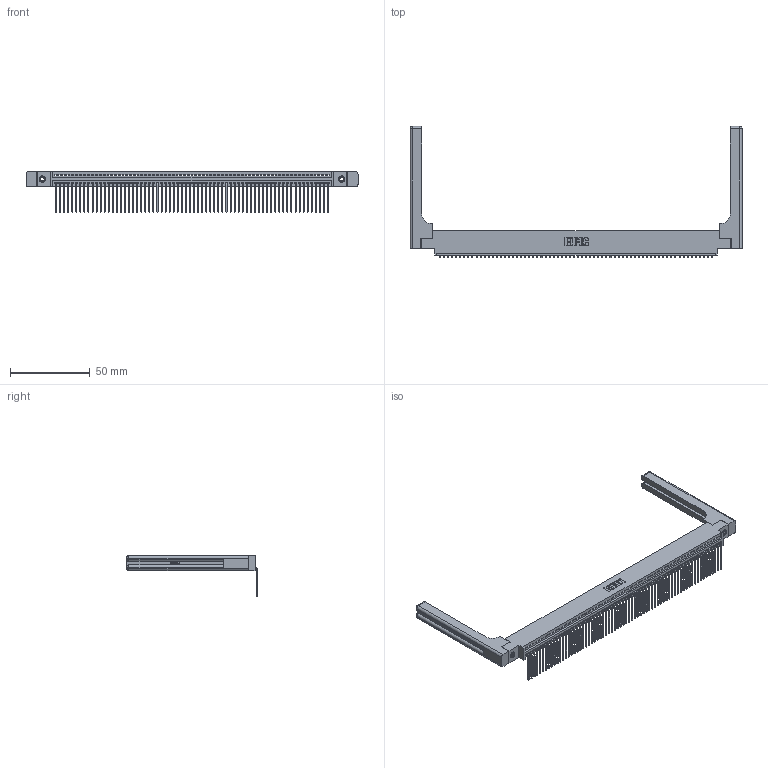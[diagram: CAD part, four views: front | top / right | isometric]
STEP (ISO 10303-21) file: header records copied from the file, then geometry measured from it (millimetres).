
FILE_DESCRIPTION (( 'STEP AP203' ), '1' );
FILE_NAME ('395-068-559-658.STEP', '2019-10-25T19:11:24', ( '' ), ( '' ), 'SwSTEP 2.0', 'SolidWorks 2016', '' );
FILE_SCHEMA (( 'CONFIG_CONTROL_DESIGN' ));
Length unit declared in the file: inch
Products named in the file (5): 345-220-058_345-220-058; 345 Part_0.170 Offset - 0.156 Dia-TH; 395-068-559-658; 345-292-001_558 559 Tail - 1; 345-250-001_345-250-001-102
Assembly tree (73 placements, depth 2):
  395-068-559-658
    345 Part_0.170 Offset - 0.156 Dia-TH
    345-292-001_558 559 Tail - 1  x68
    345-250-001_345-250-001-102  x2
    345-220-058_345-220-058  x2
Bounding box: 207.75 x 82.03 x 25.53 mm (x, y, z)
Volume: 28563.1 mm3; surface area: 33772.2 mm2
Topology: 73 solids, 73 shells, 4466 faces, 13395 edges, 8818 vertices
Faces by surface type: plane 3088, cylinder 1318, bspline 36, cone 12, sphere 8, torus 4
Entity records: 53076 total; most frequent: CARTESIAN_POINT 10165, ORIENTED_EDGE 8964, DIRECTION 7786, EDGE_CURVE 4482, VECTOR 3986, LINE 3986, VERTEX_POINT 2978, AXIS2_PLACEMENT_3D 1900
